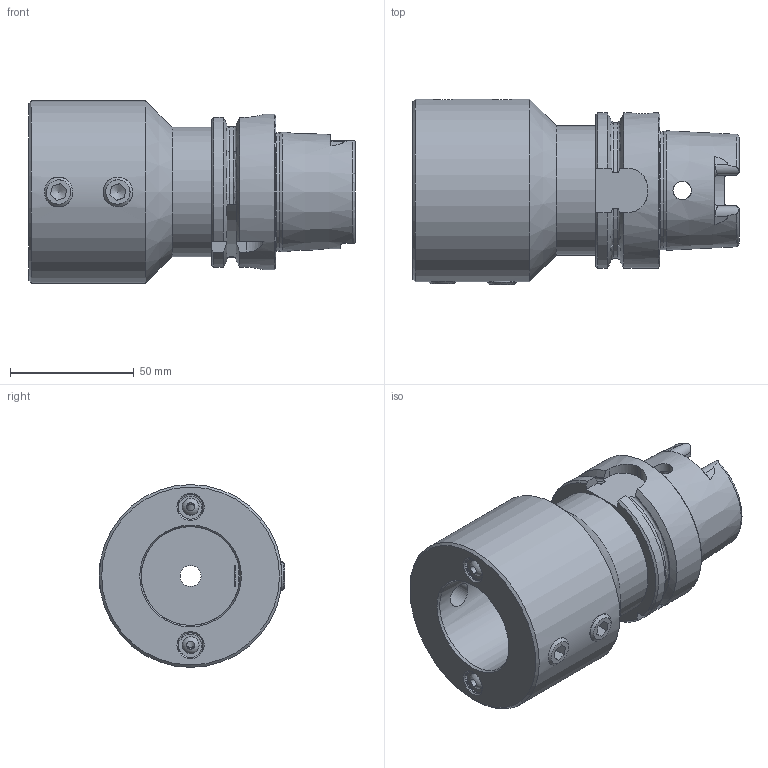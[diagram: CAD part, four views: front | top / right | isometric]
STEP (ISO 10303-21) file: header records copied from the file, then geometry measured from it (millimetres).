
FILE_DESCRIPTION(/* description */ (''),/* implementation_level */ '2;1');
FILE_NAME(/* name */ '63_11_40_290.stp',/* time_stamp */ '2021-10-04T16:38:59+02:00',/* author */ ('cad'),/* organization */ (''),/* preprocessor_version */ 'ST-DEVELOPER v18.1',/* originating_system */ 'Autodesk Inventor 2021',/* authorisation */ '');
FILE_SCHEMA (('AUTOMOTIVE_DESIGN { 1 0 10303 214 3 1 1 }'));
Length unit declared in the file: inch
Products named in the file (1): 63_11_40_290_Shrinkwrap_1
Bounding box: 132 x 75.16 x 74 mm (x, y, z)
Volume: 253293.3 mm3; surface area: 53721.4 mm2
Topology: 1 solids, 1 shells, 196 faces, 569 edges, 390 vertices
Faces by surface type: plane 70, cylinder 57, cone 39, torus 22, bspline 6, sphere 2
Full cylindrical faces by diameter (mm): 3.242 x2, 4 x3, 5.5 x2, 7.5 x2, 8.5 x1, 9 x1, 10 x3, 10.106 x2, 10.8 x2, 12 x1, 16.376 x1, 18.5 x1, 34 x1, 34.5 x1, 40 x2, 40.5 x1, 47.8 x1, 52.5 x1, 63 x1, 74 x1
Entity records: 8749 total; most frequent: CARTESIAN_POINT 3346, ORIENTED_EDGE 1140, DIRECTION 1038, EDGE_CURVE 570, AXIS2_PLACEMENT_3D 432, VERTEX_POINT 390, CIRCLE 229, EDGE_LOOP 228
